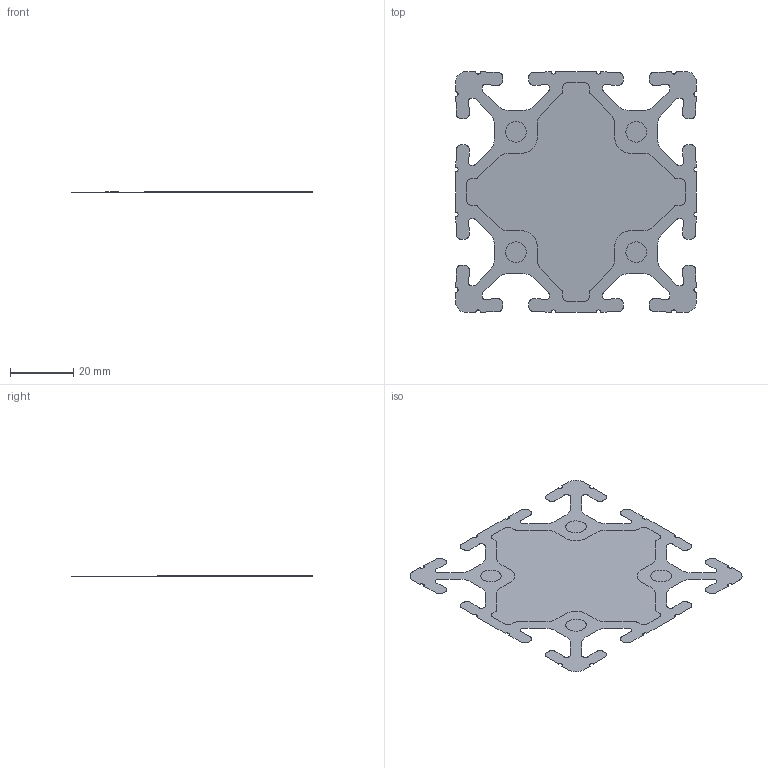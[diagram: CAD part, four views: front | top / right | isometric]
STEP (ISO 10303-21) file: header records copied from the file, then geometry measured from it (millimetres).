
FILE_DESCRIPTION((''),'2;1');
FILE_NAME('15EX3030.stp','2006-03-13T15:39:25',('Shawn Mantel'),('Faztek, LLC'),'Mechanical Desktop 2005','Mechanical Desktop 2005',', , ');
FILE_SCHEMA(('CONFIG_CONTROL_DESIGN'));
Length unit declared in the file: inch
Products named in the file (1): Product
Bounding box: 76.2 x 76.2 x 0 mm (x, y, z)
Surface area: 6911.7 mm2 (no closed solid volume)
Topology: 0 solids, 0 shells, 6 faces, 260 edges, 260 vertices
Faces by surface type: bspline 6
Entity records: 3046 total; most frequent: CARTESIAN_POINT 2021, PCURVE 260, COMPOSITE_CURVE_SEGMENT 260, QUASI_UNIFORM_CURVE 256, B_SPLINE_CURVE_WITH_KNOTS 128, PERSON 8, ORGANIZATION 8, PERSON_AND_ORGANIZATION 8
